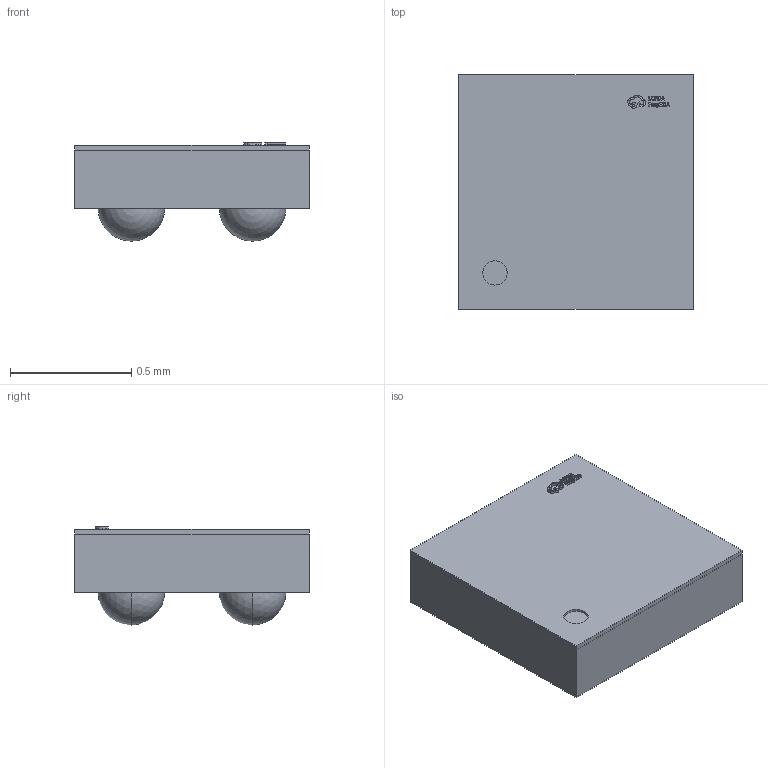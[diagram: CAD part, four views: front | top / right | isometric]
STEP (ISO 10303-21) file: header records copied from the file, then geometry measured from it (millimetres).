
FILE_DESCRIPTION (( 'STEP AP214' ), '1' );
FILE_NAME ('DSBGA-4_L1.0-W1.0-H0.4-R2-C2-P0.50-BL.step', '2022-06-22T14:31:37', ( '' ), ( '' ), 'SwSTEP 2.0', 'SolidWorks 2020', '' );
FILE_SCHEMA (( 'AUTOMOTIVE_DESIGN' ));
Length unit declared in the file: millimetre
Products named in the file (1): DSBGA-4_L1.0-W1.0-H0.4-R2-C2-P0.50-BL
Bounding box: 0.97 x 0.97 x 0.41 mm (x, y, z)
Volume: 0.3 mm3; surface area: 5.5 mm2
Topology: 6 solids, 6 shells, 310 faces, 817 edges, 546 vertices
Faces by surface type: plane 188, bspline 112, sphere 8, cylinder 2
Entity records: 13567 total; most frequent: CARTESIAN_POINT 3778, ORIENTED_EDGE 1634, DIRECTION 1007, EDGE_CURVE 817, LINE 569, VECTOR 569, VERTEX_POINT 546, EDGE_LOOP 337
